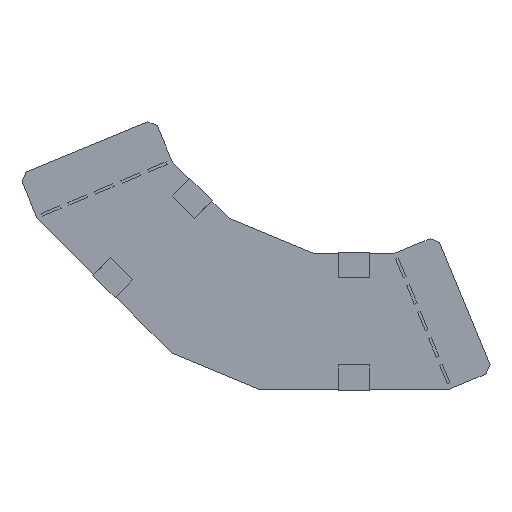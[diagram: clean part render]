
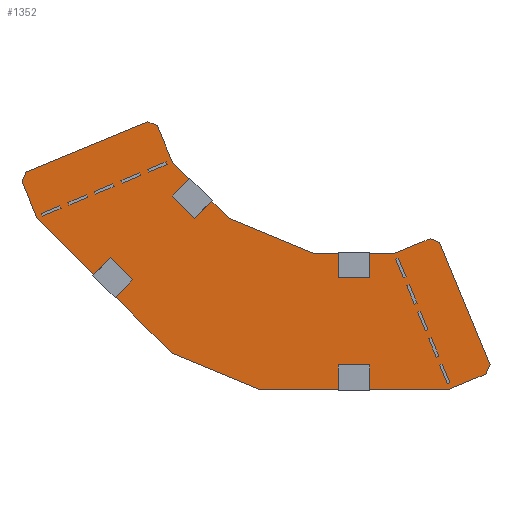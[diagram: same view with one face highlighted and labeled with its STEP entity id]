
A CAD part, top view. The second image highlights one B-rep face of the part: STEP entity #1352.
In plain terms, the highlighted planar face has unit normal (0, 0, 1).
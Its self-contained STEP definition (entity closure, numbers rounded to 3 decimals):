
#62=FACE_OUTER_BOUND('',#132,.T.);
#132=EDGE_LOOP('',(#1013,#1014,#1015,#1016,#1017,#1018,#1019,#1020,#1021,
#1022,#1023,#1024,#1025,#1026,#1027,#1028));
#229=LINE('',#1956,#429);
#249=LINE('',#1996,#449);
#251=LINE('',#2000,#451);
#252=LINE('',#2002,#452);
#253=LINE('',#2004,#453);
#254=LINE('',#2006,#454);
#255=LINE('',#2008,#455);
#256=LINE('',#2010,#456);
#257=LINE('',#2012,#457);
#258=LINE('',#2014,#458);
#259=LINE('',#2016,#459);
#260=LINE('',#2018,#460);
#261=LINE('',#2020,#461);
#262=LINE('',#2022,#462);
#263=LINE('',#2023,#463);
#264=LINE('',#2024,#464);
#429=VECTOR('',#1584,1.);
#449=VECTOR('',#1608,1.);
#451=VECTOR('',#1612,1.);
#452=VECTOR('',#1613,1.);
#453=VECTOR('',#1614,1.);
#454=VECTOR('',#1615,1.);
#455=VECTOR('',#1616,10.);
#456=VECTOR('',#1617,1.);
#457=VECTOR('',#1618,1.);
#458=VECTOR('',#1619,1.);
#459=VECTOR('',#1620,1.);
#460=VECTOR('',#1621,1.);
#461=VECTOR('',#1622,1.);
#462=VECTOR('',#1623,1.);
#463=VECTOR('',#1624,10.);
#464=VECTOR('',#1625,1.);
#629=VERTEX_POINT('',#1954);
#630=VERTEX_POINT('',#1955);
#647=VERTEX_POINT('',#1993);
#648=VERTEX_POINT('',#1995);
#649=VERTEX_POINT('',#1999);
#650=VERTEX_POINT('',#2001);
#651=VERTEX_POINT('',#2003);
#652=VERTEX_POINT('',#2005);
#653=VERTEX_POINT('',#2007);
#654=VERTEX_POINT('',#2009);
#655=VERTEX_POINT('',#2011);
#656=VERTEX_POINT('',#2013);
#657=VERTEX_POINT('',#2015);
#658=VERTEX_POINT('',#2017);
#659=VERTEX_POINT('',#2019);
#660=VERTEX_POINT('',#2021);
#789=EDGE_CURVE('',#629,#630,#229,.T.);
#809=EDGE_CURVE('',#648,#647,#249,.T.);
#811=EDGE_CURVE('',#649,#630,#251,.T.);
#812=EDGE_CURVE('',#649,#650,#252,.T.);
#813=EDGE_CURVE('',#651,#650,#253,.T.);
#814=EDGE_CURVE('',#652,#651,#254,.T.);
#815=EDGE_CURVE('',#653,#652,#255,.T.);
#816=EDGE_CURVE('',#653,#654,#256,.T.);
#817=EDGE_CURVE('',#654,#655,#257,.T.);
#818=EDGE_CURVE('',#656,#655,#258,.T.);
#819=EDGE_CURVE('',#656,#657,#259,.T.);
#820=EDGE_CURVE('',#657,#658,#260,.T.);
#821=EDGE_CURVE('',#658,#659,#261,.T.);
#822=EDGE_CURVE('',#660,#659,#262,.T.);
#823=EDGE_CURVE('',#660,#648,#263,.T.);
#824=EDGE_CURVE('',#647,#629,#264,.T.);
#1013=ORIENTED_EDGE('',*,*,#789,.T.);
#1014=ORIENTED_EDGE('',*,*,#811,.F.);
#1015=ORIENTED_EDGE('',*,*,#812,.T.);
#1016=ORIENTED_EDGE('',*,*,#813,.F.);
#1017=ORIENTED_EDGE('',*,*,#814,.F.);
#1018=ORIENTED_EDGE('',*,*,#815,.F.);
#1019=ORIENTED_EDGE('',*,*,#816,.T.);
#1020=ORIENTED_EDGE('',*,*,#817,.T.);
#1021=ORIENTED_EDGE('',*,*,#818,.F.);
#1022=ORIENTED_EDGE('',*,*,#819,.T.);
#1023=ORIENTED_EDGE('',*,*,#820,.T.);
#1024=ORIENTED_EDGE('',*,*,#821,.T.);
#1025=ORIENTED_EDGE('',*,*,#822,.F.);
#1026=ORIENTED_EDGE('',*,*,#823,.T.);
#1027=ORIENTED_EDGE('',*,*,#809,.T.);
#1028=ORIENTED_EDGE('',*,*,#824,.T.);
#1282=PLANE('',#1463);
#1352=ADVANCED_FACE('',(#62),#1282,.T.);
#1463=AXIS2_PLACEMENT_3D('',#1998,#1610,#1611);
#1584=DIRECTION('',(-0.707,0.707,0.));
#1608=DIRECTION('',(-1.,0.,0.));
#1610=DIRECTION('center_axis',(0.,0.,1.));
#1611=DIRECTION('ref_axis',(0.707,-0.707,0.));
#1612=DIRECTION('',(0.383,-0.924,0.));
#1613=DIRECTION('',(-0.924,0.383,0.));
#1614=DIRECTION('',(0.924,0.383,0.));
#1615=DIRECTION('',(0.383,0.924,0.));
#1616=DIRECTION('',(-0.383,0.924,0.));
#1617=DIRECTION('',(0.707,-0.707,0.));
#1618=DIRECTION('',(0.924,-0.383,0.));
#1619=DIRECTION('',(-1.,0.,0.));
#1620=DIRECTION('',(0.924,0.383,0.));
#1621=DIRECTION('',(0.383,0.924,0.));
#1622=DIRECTION('',(-0.383,0.924,0.));
#1623=DIRECTION('',(0.924,-0.383,0.));
#1624=DIRECTION('',(-0.924,-0.383,0.));
#1625=DIRECTION('',(-0.924,0.383,0.));
#1954=CARTESIAN_POINT('',(239.483,12.149,-0.2));
#1955=CARTESIAN_POINT('',(200.663,50.969,-0.2));
#1956=CARTESIAN_POINT('',(206.054,45.577,-0.2));
#1993=CARTESIAN_POINT('',(299.72,-12.802,-0.2));
#1995=CARTESIAN_POINT('',(354.62,-12.802,-0.2));
#1996=CARTESIAN_POINT('',(307.345,-12.802,-0.2));
#1998=CARTESIAN_POINT('Origin',(220.073,31.559,-0.2));
#1999=CARTESIAN_POINT('',(190.101,76.468,-0.2));
#2000=CARTESIAN_POINT('',(195.382,63.719,-0.2));
#2001=CARTESIAN_POINT('',(183.568,79.174,-0.2));
#2002=CARTESIAN_POINT('',(186.834,77.821,-0.2));
#2003=CARTESIAN_POINT('',(98.571,43.967,-0.2));
#2004=CARTESIAN_POINT('',(141.069,61.571,-0.2));
#2005=CARTESIAN_POINT('',(95.865,37.434,-0.2));
#2006=CARTESIAN_POINT('',(97.218,40.701,-0.2));
#2007=CARTESIAN_POINT('',(106.427,11.935,-0.2));
#2008=CARTESIAN_POINT('',(106.427,11.935,-0.2));
#2009=CARTESIAN_POINT('',(200.449,-82.087,-0.2));
#2010=CARTESIAN_POINT('',(181.257,-62.895,-0.2));
#2011=CARTESIAN_POINT('',(260.686,-107.038,-0.2));
#2012=CARTESIAN_POINT('',(245.627,-100.8,-0.2));
#2013=CARTESIAN_POINT('',(393.653,-107.038,-0.2));
#2014=CARTESIAN_POINT('',(332.77,-107.038,-0.2));
#2015=CARTESIAN_POINT('',(419.153,-96.476,-0.2));
#2016=CARTESIAN_POINT('',(406.403,-101.757,-0.2));
#2017=CARTESIAN_POINT('',(421.858,-89.943,-0.2));
#2018=CARTESIAN_POINT('',(420.506,-93.209,-0.2));
#2019=CARTESIAN_POINT('',(386.652,-4.946,-0.2));
#2020=CARTESIAN_POINT('',(404.255,-47.444,-0.2));
#2021=CARTESIAN_POINT('',(380.119,-2.24,-0.2));
#2022=CARTESIAN_POINT('',(383.385,-3.593,-0.2));
#2023=CARTESIAN_POINT('',(380.119,-2.24,-0.2));
#2024=CARTESIAN_POINT('',(284.66,-6.564,-0.2));
